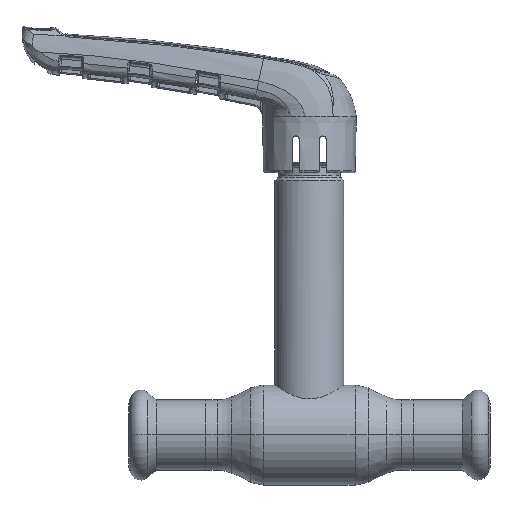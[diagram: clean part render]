
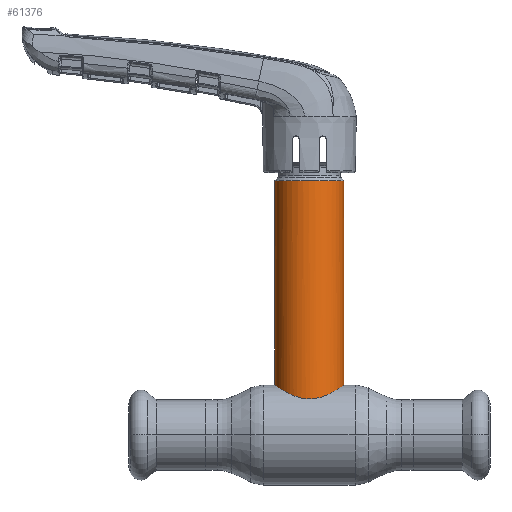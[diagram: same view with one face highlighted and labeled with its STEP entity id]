
A CAD part, top view. The second image highlights one B-rep face of the part: STEP entity #61376.
In plain terms, the highlighted cylindrical face has radius 9 mm (diameter 18 mm), a partial arc.
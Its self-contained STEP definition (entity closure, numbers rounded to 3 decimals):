
#1139 = CIRCLE ( 'NONE', #41473, 9. ) ;
#2659 = VERTEX_POINT ( 'NONE', #41835 ) ;
#2928 = CARTESIAN_POINT ( 'NONE',  ( 2.969, 9.827, 8.516 ) ) ;
#3179 = CARTESIAN_POINT ( 'NONE',  ( 8.875, 12.914, 1.525 ) ) ;
#4559 = CARTESIAN_POINT ( 'NONE',  ( -9., 66.219, 0. ) ) ;
#7183 = VERTEX_POINT ( 'NONE', #4559 ) ;
#7433 = ORIENTED_EDGE ( 'NONE', *, *, #58928, .T. ) ;
#8261 = CARTESIAN_POINT ( 'NONE',  ( 1.215, 9.441, 8.938 ) ) ;
#13306 = CARTESIAN_POINT ( 'NONE',  ( -5.494, 10.863, 7.151 ) ) ;
#13558 = CARTESIAN_POINT ( 'NONE',  ( -8.51, 12.665, 2.988 ) ) ;
#13786 = CYLINDRICAL_SURFACE ( 'NONE', #37500, 9. ) ;
#13800 = CARTESIAN_POINT ( 'NONE',  ( 5.496, 10.864, 7.15 ) ) ;
#14059 = CARTESIAN_POINT ( 'NONE',  ( -8.694, 12.789, 2.406 ) ) ;
#15249 = CARTESIAN_POINT ( 'NONE',  ( -9., 0., 0. ) ) ;
#15611 = VERTEX_POINT ( 'NONE', #51356 ) ;
#15704 = ORIENTED_EDGE ( 'NONE', *, *, #19900, .T. ) ;
#18925 = CARTESIAN_POINT ( 'NONE',  ( 9., 13., 0. ) ) ;
#19178 = CARTESIAN_POINT ( 'NONE',  ( -3.249, 9.924, 8.398 ) ) ;
#19430 = CARTESIAN_POINT ( 'NONE',  ( 7.748, 12.166, 4.589 ) ) ;
#19685 = CARTESIAN_POINT ( 'NONE',  ( 0.609, 9.381, 9. ) ) ;
#19900 = EDGE_CURVE ( 'NONE', #15611, #48268, #66878, .T. ) ;
#19922 = CARTESIAN_POINT ( 'NONE',  ( 4.547, 10.422, 7.772 ) ) ;
#20356 = EDGE_LOOP ( 'NONE', ( #54231, #7433, #35080, #15704 ) ) ;
#21879 = CARTESIAN_POINT ( 'NONE',  ( 0., 66.219, 0. ) ) ;
#24536 = CARTESIAN_POINT ( 'NONE',  ( 4.041, 10.212, 8.047 ) ) ;
#24773 = CARTESIAN_POINT ( 'NONE',  ( -2.114, 9.612, 8.753 ) ) ;
#25014 = CARTESIAN_POINT ( 'NONE',  ( 7.597, 12.07, 4.835 ) ) ;
#25259 = CARTESIAN_POINT ( 'NONE',  ( 8.159, 12.433, 3.81 ) ) ;
#25499 = CARTESIAN_POINT ( 'NONE',  ( -2.971, 9.836, 8.501 ) ) ;
#28262 = DIRECTION ( 'NONE',  ( 0., -1., 0. ) ) ;
#29845 = CARTESIAN_POINT ( 'NONE',  ( -0.308, 9.381, 9. ) ) ;
#30181 = EDGE_CURVE ( 'NONE', #7183, #15611, #34785, .T. ) ;
#30836 = CARTESIAN_POINT ( 'NONE',  ( -8.937, 12.956, 1.223 ) ) ;
#33763 = DIRECTION ( 'NONE',  ( -1., 0., 0. ) ) ;
#34785 = LINE ( 'NONE', #15249, #60021 ) ;
#35080 = ORIENTED_EDGE ( 'NONE', *, *, #30181, .T. ) ;
#35930 = CARTESIAN_POINT ( 'NONE',  ( 2.405, 9.667, 8.694 ) ) ;
#36176 = CARTESIAN_POINT ( 'NONE',  ( 5.933, 11.095, 6.791 ) ) ;
#36282 = CARTESIAN_POINT ( 'NONE',  ( 0., 0., 0. ) ) ;
#37397 = DIRECTION ( 'NONE',  ( 0., -1., 0. ) ) ;
#37500 = AXIS2_PLACEMENT_3D ( 'NONE', #36282, #42339, #54456 ) ;
#41025 = CARTESIAN_POINT ( 'NONE',  ( -0.618, 9.396, 8.984 ) ) ;
#41271 = CARTESIAN_POINT ( 'NONE',  ( -8.046, 12.358, 4.075 ) ) ;
#41473 = AXIS2_PLACEMENT_3D ( 'NONE', #21879, #49767, #33763 ) ;
#41507 = CARTESIAN_POINT ( 'NONE',  ( -5.938, 11.097, 6.787 ) ) ;
#41753 = CARTESIAN_POINT ( 'NONE',  ( 8.029, 12.347, 4.077 ) ) ;
#41835 = CARTESIAN_POINT ( 'NONE',  ( 9., 66.219, 0. ) ) ;
#41998 = CARTESIAN_POINT ( 'NONE',  ( 8.922, 12.946, 1.22 ) ) ;
#42339 = DIRECTION ( 'NONE',  ( 0., -1., 0. ) ) ;
#44194 = FACE_OUTER_BOUND ( 'NONE', #20356, .T. ) ;
#45741 = CARTESIAN_POINT ( 'NONE',  ( 9., 0., 0. ) ) ;
#46596 = CARTESIAN_POINT ( 'NONE',  ( 8.985, 12.989, 0.61 ) ) ;
#47559 = CARTESIAN_POINT ( 'NONE',  ( -6.744, 11.549, 5.986 ) ) ;
#48268 = VERTEX_POINT ( 'NONE', #53631 ) ;
#49767 = DIRECTION ( 'NONE',  ( 0., -1., 0. ) ) ;
#51202 = CARTESIAN_POINT ( 'NONE',  ( -9., 13., 0. ) ) ;
#51356 = CARTESIAN_POINT ( 'NONE',  ( -9., 13., 0. ) ) ;
#52151 = CARTESIAN_POINT ( 'NONE',  ( 9., 13., 0.305 ) ) ;
#52395 = CARTESIAN_POINT ( 'NONE',  ( -7.11, 11.768, 5.549 ) ) ;
#52645 = CARTESIAN_POINT ( 'NONE',  ( 7.112, 11.769, 5.546 ) ) ;
#52893 = CARTESIAN_POINT ( 'NONE',  ( -4.052, 10.206, 8.057 ) ) ;
#53135 = CARTESIAN_POINT ( 'NONE',  ( -4.552, 10.419, 7.785 ) ) ;
#53631 = CARTESIAN_POINT ( 'NONE',  ( 9., 13., 0. ) ) ;
#54231 = ORIENTED_EDGE ( 'NONE', *, *, #57837, .F. ) ;
#54456 = DIRECTION ( 'NONE',  ( -1., 0., 0. ) ) ;
#57837 = EDGE_CURVE ( 'NONE', #2659, #48268, #64731, .T. ) ;
#58013 = CARTESIAN_POINT ( 'NONE',  ( -2.403, 9.68, 8.678 ) ) ;
#58261 = CARTESIAN_POINT ( 'NONE',  ( -1.227, 9.456, 8.921 ) ) ;
#58760 = CARTESIAN_POINT ( 'NONE',  ( 6.747, 11.55, 5.984 ) ) ;
#58928 = EDGE_CURVE ( 'NONE', #2659, #7183, #1139, .T. ) ;
#60021 = VECTOR ( 'NONE', #37397, 1000. ) ;
#61376 = ADVANCED_FACE ( 'NONE', ( #44194 ), #13786, .T. ) ;
#62966 = VECTOR ( 'NONE', #28262, 1000. ) ;
#63338 = CARTESIAN_POINT ( 'NONE',  ( 3.778, 10.11, 8.174 ) ) ;
#63582 = CARTESIAN_POINT ( 'NONE',  ( -1.526, 9.5, 8.875 ) ) ;
#64076 = CARTESIAN_POINT ( 'NONE',  ( 8.511, 12.665, 2.987 ) ) ;
#64731 = LINE ( 'NONE', #45741, #62966 ) ;
#66878 = B_SPLINE_CURVE_WITH_KNOTS ( 'NONE', 3,
 ( #51202, #68896, #30836, #14059, #13558, #41271, #69141, #52395, #47559, #41507, #13306, #53135, #52893, #19178, #25499, #58013, #24773, #63582, #58261, #41025, #29845, #19685, #8261, #35930, #2928, #63338, #24536, #19922, #69384, #13800, #36176, #58760, #52645, #25014, #19430, #41753, #25259, #64076, #69629, #3179, #41998, #46596, #52151, #18925 ),
 .UNSPECIFIED., .F., .F.,
 ( 4, 2, 2, 2, 2, 2, 2, 2, 2, 2, 2, 2, 2, 2, 2, 2, 2, 2, 2, 2, 2, 4 ),
 ( 0., 0.002, 0.004, 0.005, 0.007, 0.009, 0.011, 0.012, 0.013, 0.014, 0.015, 0.016, 0.018, 0.019, 0.02, 0.022, 0.024, 0.025, 0.026, 0.027, 0.028, 0.029 ),
 .UNSPECIFIED. ) ;
#68896 = CARTESIAN_POINT ( 'NONE',  ( -9., 13., 0.618 ) ) ;
#69141 = CARTESIAN_POINT ( 'NONE',  ( -7.764, 12.174, 4.589 ) ) ;
#69384 = CARTESIAN_POINT ( 'NONE',  ( 4.79, 10.531, 7.625 ) ) ;
#69629 = CARTESIAN_POINT ( 'NONE',  ( 8.691, 12.787, 2.417 ) ) ;
